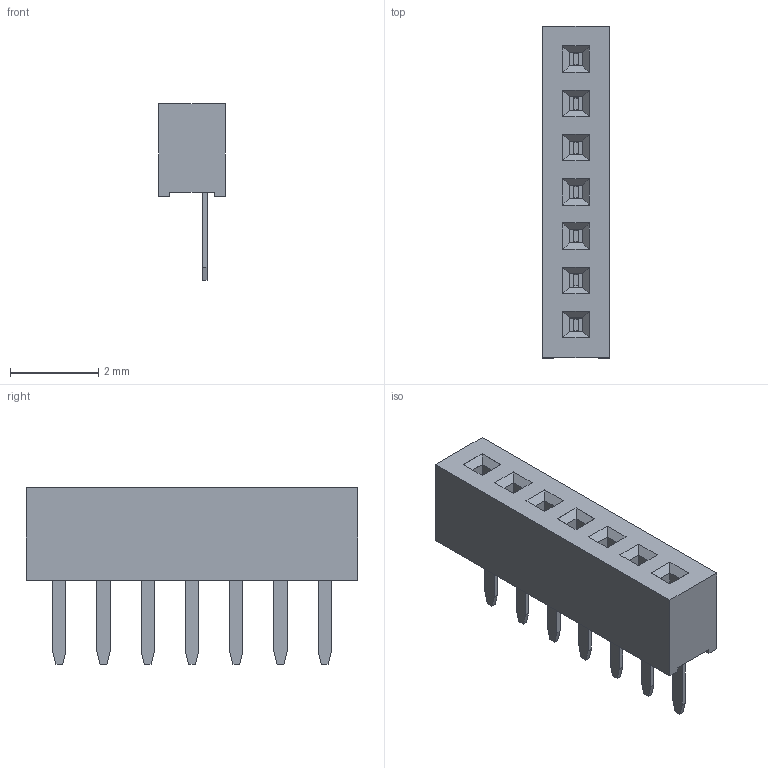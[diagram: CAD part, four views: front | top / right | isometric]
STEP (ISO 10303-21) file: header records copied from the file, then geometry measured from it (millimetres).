
FILE_DESCRIPTION(/* description */ ('model of PinSocket_1x07_P1.00mm_Vertical'),/* implementation_level */ '2;1');
FILE_NAME(/* name */ 'PinSocket_1x07_P1.00mm_Vertical.step',/* time_stamp */ '2017-11-27T00:17:14',/* author */ ('Terje Io','https://github.com/terjeio'),/* organization */ ('FreeCAD'),/* preprocessor_version */ 'OCC',/* originating_system */ 'kicad StepUp',/* authorisation */ '');
FILE_SCHEMA(('AUTOMOTIVE_DESIGN_CC2 { 1 2 10303 214 -1 1 5 4 }'));
Length unit declared in the file: millimetre
Products named in the file (1): PinSocket_1x07_P100mm_Vertical
Bounding box: 1.5 x 7.5 x 4 mm (x, y, z)
Volume: 22.2 mm3; surface area: 86.8 mm2
Topology: 1 solids, 1 shells, 241 faces, 626 edges, 408 vertices
Faces by surface type: plane 241
Entity records: 4697 total; most frequent: ORIENTED_EDGE 988, EDGE_CURVE 626, LINE 589, CARTESIAN_POINT 585, VERTEX_POINT 408, FACE_BOUND 262, EDGE_LOOP 262, ADVANCED_FACE 241
